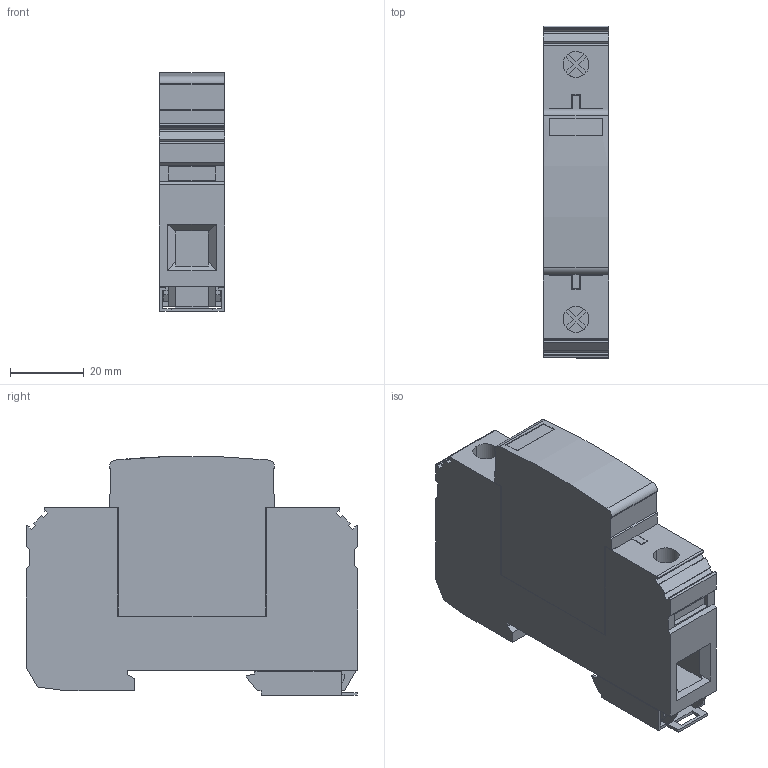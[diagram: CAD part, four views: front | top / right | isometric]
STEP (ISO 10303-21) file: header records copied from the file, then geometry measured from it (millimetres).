
FILE_DESCRIPTION(('Creo Elements/Direct Modeling STEP Export'),'2;1');
FILE_NAME('model.stp','2020-09-22T 9:40:53',(''),(''),'Creo Elements/Direct Modeling STEP processor for AP214 (Solid Model)','Creo Elements/Direct Modeling 20.1A 29-Sep-2018 (C) Parametric Technology GmbH','');
FILE_SCHEMA(('AUTOMOTIVE_DESIGN { 1 0 10303 214 1 1 1 1 }'));
Length unit declared in the file: millimetre
Products named in the file (2): VAL_MS...-select
Assembly tree (1 placements, depth 2):
  VAL_MS...-select
    VAL_MS...-select
Bounding box: 17.6 x 89.8 x 64.68 mm (x, y, z)
Volume: 77954.7 mm3; surface area: 21590.9 mm2
Topology: 1 solids, 1 shells, 278 faces, 778 edges, 504 vertices
Faces by surface type: plane 267, cylinder 11
Entity records: 10208 total; most frequent: ORIENTED_EDGE 1592, CARTESIAN_POINT 1524, DIRECTION 1313, EDGE_CURVE 778, VECTOR 727, LINE 727, VERTEX_POINT 504, AXIS2_PLACEMENT_3D 293
